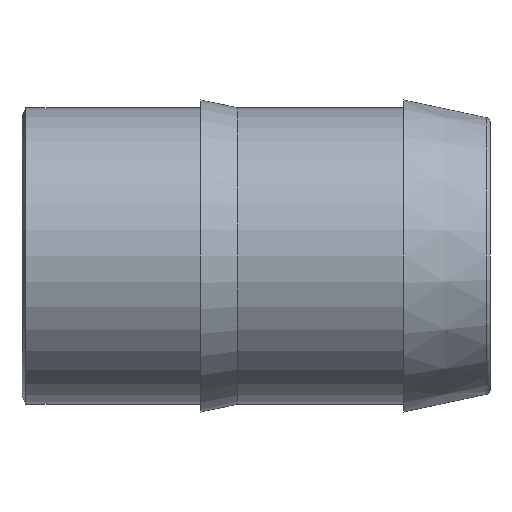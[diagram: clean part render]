
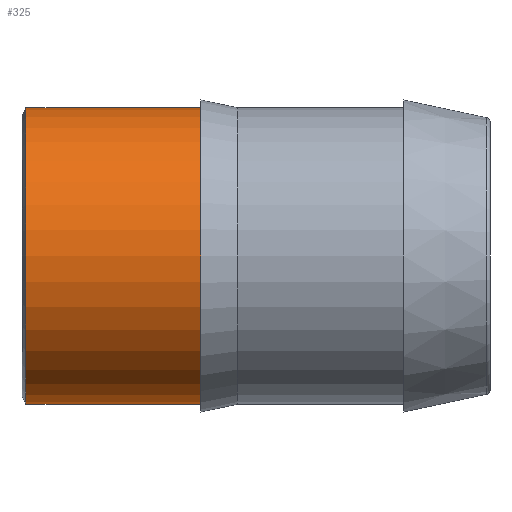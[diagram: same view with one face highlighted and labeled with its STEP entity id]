
A CAD part, front view. The second image highlights one B-rep face of the part: STEP entity #325.
In plain terms, the highlighted cylindrical face has radius 19 mm (diameter 38 mm), a partial arc.
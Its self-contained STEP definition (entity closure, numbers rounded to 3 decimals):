
#11 = ORIENTED_EDGE ( 'NONE', *, *, #319, .F. ) ;
#40 = CARTESIAN_POINT ( 'NONE',  ( 6.736, 0., -19. ) ) ;
#42 = CARTESIAN_POINT ( 'NONE',  ( -15.686, 0., 19. ) ) ;
#48 = CIRCLE ( 'NONE', #500, 19. ) ;
#50 = EDGE_CURVE ( 'NONE', #285, #254, #503, .T. ) ;
#54 = ORIENTED_EDGE ( 'NONE', *, *, #499, .T. ) ;
#62 = CIRCLE ( 'NONE', #545, 19. ) ;
#66 = EDGE_LOOP ( 'NONE', ( #507, #387, #54, #11 ) ) ;
#75 = LINE ( 'NONE', #79, #511 ) ;
#79 = CARTESIAN_POINT ( 'NONE',  ( -29.871, 0., 19. ) ) ;
#99 = VERTEX_POINT ( 'NONE', #208 ) ;
#130 = DIRECTION ( 'NONE',  ( -1., 0., 0. ) ) ;
#170 = EDGE_CURVE ( 'NONE', #285, #99, #62, .T. ) ;
#182 = DIRECTION ( 'NONE',  ( -1., 0., 0. ) ) ;
#183 = VECTOR ( 'NONE', #466, 1000. ) ;
#208 = CARTESIAN_POINT ( 'NONE',  ( 6.736, 0., 19. ) ) ;
#223 = VERTEX_POINT ( 'NONE', #42 ) ;
#254 = VERTEX_POINT ( 'NONE', #432 ) ;
#262 = DIRECTION ( 'NONE',  ( -1., 0., 0. ) ) ;
#263 = DIRECTION ( 'NONE',  ( -1., 0., 0. ) ) ;
#285 = VERTEX_POINT ( 'NONE', #40 ) ;
#300 = CARTESIAN_POINT ( 'NONE',  ( -29.871, 0., -19. ) ) ;
#318 = DIRECTION ( 'NONE',  ( 0., 0., 1. ) ) ;
#319 = EDGE_CURVE ( 'NONE', #254, #223, #48, .T. ) ;
#325 = ADVANCED_FACE ( 'NONE', ( #486 ), #348, .T. ) ;
#342 = DIRECTION ( 'NONE',  ( 0., 0., 1. ) ) ;
#345 = CARTESIAN_POINT ( 'NONE',  ( -15.686, 0., 0. ) ) ;
#348 = CYLINDRICAL_SURFACE ( 'NONE', #372, 19. ) ;
#372 = AXIS2_PLACEMENT_3D ( 'NONE', #481, #182, #506 ) ;
#387 = ORIENTED_EDGE ( 'NONE', *, *, #170, .T. ) ;
#432 = CARTESIAN_POINT ( 'NONE',  ( -15.686, 0., -19. ) ) ;
#466 = DIRECTION ( 'NONE',  ( -1., 0., 0. ) ) ;
#475 = CARTESIAN_POINT ( 'NONE',  ( 6.736, 0., 0. ) ) ;
#481 = CARTESIAN_POINT ( 'NONE',  ( -29.871, 0., 0. ) ) ;
#486 = FACE_OUTER_BOUND ( 'NONE', #66, .T. ) ;
#499 = EDGE_CURVE ( 'NONE', #99, #223, #75, .T. ) ;
#500 = AXIS2_PLACEMENT_3D ( 'NONE', #345, #263, #318 ) ;
#503 = LINE ( 'NONE', #300, #183 ) ;
#506 = DIRECTION ( 'NONE',  ( 0., 0., 1. ) ) ;
#507 = ORIENTED_EDGE ( 'NONE', *, *, #50, .F. ) ;
#511 = VECTOR ( 'NONE', #262, 1000. ) ;
#545 = AXIS2_PLACEMENT_3D ( 'NONE', #475, #130, #342 ) ;
